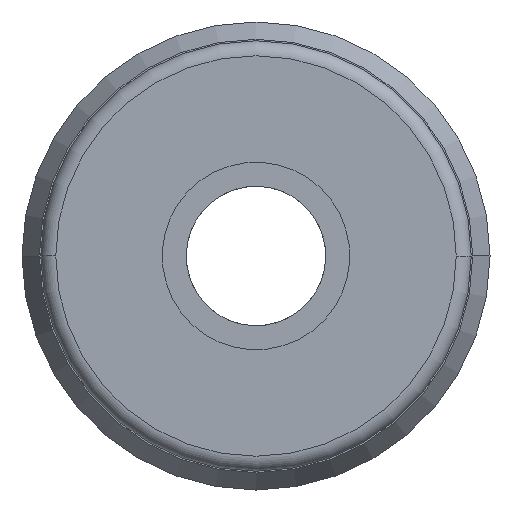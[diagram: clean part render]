
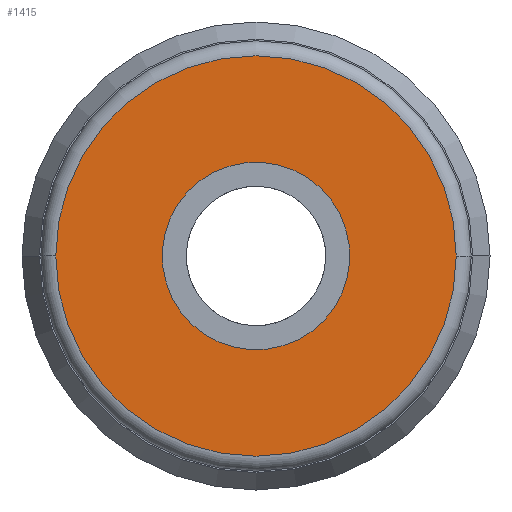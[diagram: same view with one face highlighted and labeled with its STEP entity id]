
A CAD part, front view. The second image highlights one B-rep face of the part: STEP entity #1415.
In plain terms, the highlighted planar face has unit normal (0, -1, 0).
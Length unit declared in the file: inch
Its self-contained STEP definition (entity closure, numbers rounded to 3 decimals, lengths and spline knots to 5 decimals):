
#11 = DIRECTION ( 'NONE',  ( 0., -1., 0. ) ) ;
#15 = DIRECTION ( 'NONE',  ( 0., -1., 0. ) ) ;
#16 = DIRECTION ( 'NONE',  ( -0.837, 0., 0.548 ) ) ;
#34 = CARTESIAN_POINT ( 'NONE',  ( 0., -2.44625, 0. ) ) ;
#55 = DIRECTION ( 'NONE',  ( 1., 0., 0. ) ) ;
#100 = CARTESIAN_POINT ( 'NONE',  ( 0., -2.44625, 0. ) ) ;
#119 = FACE_BOUND ( 'NONE', #377, .T. ) ;
#123 = CARTESIAN_POINT ( 'NONE',  ( 0., -2.44625, 0. ) ) ;
#128 = FACE_OUTER_BOUND ( 'NONE', #389, .T. ) ;
#132 = PLANE ( 'NONE',  #1334 ) ;
#133 = DIRECTION ( 'NONE',  ( 0., -1., 0. ) ) ;
#134 = DIRECTION ( 'NONE',  ( 1., 0., 0. ) ) ;
#255 = CARTESIAN_POINT ( 'NONE',  ( 0.05228, -2.44625, -0.03424 ) ) ;
#377 = EDGE_LOOP ( 'NONE', ( #444, #436 ) ) ;
#389 = EDGE_LOOP ( 'NONE', ( #482, #462 ) ) ;
#436 = ORIENTED_EDGE ( 'NONE', *, *, #1401, .F. ) ;
#444 = ORIENTED_EDGE ( 'NONE', *, *, #709, .F. ) ;
#462 = ORIENTED_EDGE ( 'NONE', *, *, #1386, .T. ) ;
#482 = ORIENTED_EDGE ( 'NONE', *, *, #711, .T. ) ;
#625 = CARTESIAN_POINT ( 'NONE',  ( -0.1335, -2.44625, 0. ) ) ;
#651 = CARTESIAN_POINT ( 'NONE',  ( 0.1335, -2.44625, 0. ) ) ;
#661 = CARTESIAN_POINT ( 'NONE',  ( -0.05228, -2.44625, 0.03424 ) ) ;
#709 = EDGE_CURVE ( 'NONE', #1022, #1073, #1186, .T. ) ;
#711 = EDGE_CURVE ( 'NONE', #1019, #1072, #1179, .T. ) ;
#765 = DIRECTION ( 'NONE',  ( 0., -1., 0. ) ) ;
#769 = DIRECTION ( 'NONE',  ( 1., 0., 0. ) ) ;
#787 = CARTESIAN_POINT ( 'NONE',  ( 0., -2.44625, 0. ) ) ;
#820 = DIRECTION ( 'NONE',  ( -0.837, 0., 0.548 ) ) ;
#832 = DIRECTION ( 'NONE',  ( 0., -1., 0. ) ) ;
#837 = CARTESIAN_POINT ( 'NONE',  ( 0., -2.44625, 0. ) ) ;
#1019 = VERTEX_POINT ( 'NONE', #651 ) ;
#1022 = VERTEX_POINT ( 'NONE', #661 ) ;
#1072 = VERTEX_POINT ( 'NONE', #625 ) ;
#1073 = VERTEX_POINT ( 'NONE', #255 ) ;
#1171 = AXIS2_PLACEMENT_3D ( 'NONE', #34, #11, #55 ) ;
#1179 = CIRCLE ( 'NONE', #1171, 0.1335 ) ;
#1186 = CIRCLE ( 'NONE', #1213, 0.0625 ) ;
#1213 = AXIS2_PLACEMENT_3D ( 'NONE', #100, #15, #16 ) ;
#1251 = AXIS2_PLACEMENT_3D ( 'NONE', #787, #765, #769 ) ;
#1276 = CIRCLE ( 'NONE', #1251, 0.1335 ) ;
#1282 = CIRCLE ( 'NONE', #1292, 0.0625 ) ;
#1292 = AXIS2_PLACEMENT_3D ( 'NONE', #837, #832, #820 ) ;
#1334 = AXIS2_PLACEMENT_3D ( 'NONE', #123, #133, #134 ) ;
#1386 = EDGE_CURVE ( 'NONE', #1072, #1019, #1276, .T. ) ;
#1401 = EDGE_CURVE ( 'NONE', #1073, #1022, #1282, .T. ) ;
#1415 = ADVANCED_FACE ( 'NONE', ( #128, #119 ), #132, .T. ) ;
